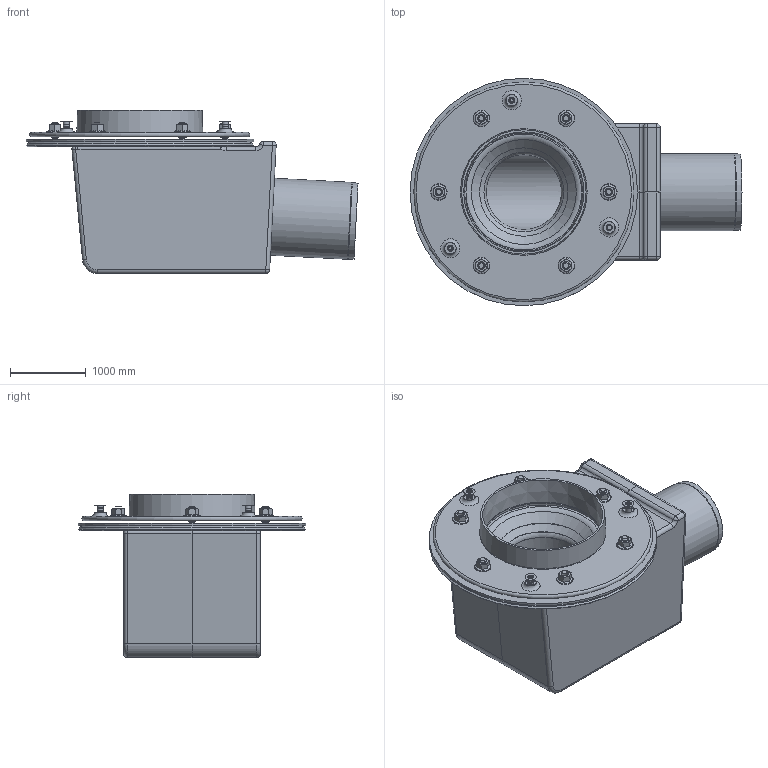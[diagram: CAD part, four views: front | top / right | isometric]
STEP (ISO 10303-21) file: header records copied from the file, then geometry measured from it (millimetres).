
FILE_DESCRIPTION(/* description */ (''),/* implementation_level */ '2;1');
FILE_NAME(/* name */ '21945.100X_3D.stp',/* time_stamp */ '2024-12-12T09:28:20+01:00',/* author */ ('CAD'),/* organization */ (''),/* preprocessor_version */ 'ST-DEVELOPER v20',/* originating_system */ 'AutoCAD Mechanical',/* authorisation */ '');
FILE_SCHEMA (('AUTOMOTIVE_DESIGN { 1 0 10303 214 3 1 1 }'));
Length unit declared in the file: centimetre
Products named in the file (2): Product; *S0
Assembly tree (1 placements, depth 2):
  Product
    *S0
Bounding box: 4376.22 x 3000 x 2150 mm (x, y, z)
Volume: 5993683395.1 mm3; surface area: 95970574.2 mm2
Topology: 22 solids, 22 shells, 515 faces, 1098 edges, 647 vertices
Faces by surface type: cone 237, plane 136, cylinder 82, torus 37, bspline 13, sphere 10
Full cylindrical faces by diameter (mm): 70 x6, 80 x12, 83.76 x6, 140 x4, 160 x12, 170 x2, 992 x2, 1016 x2, 1600 x1, 3000 x1
Entity records: 15324 total; most frequent: CARTESIAN_POINT 4011, DIRECTION 2479, ORIENTED_EDGE 2196, EDGE_CURVE 1098, AXIS2_PLACEMENT_3D 1033, VERTEX_POINT 647, EDGE_LOOP 593, FACE_OUTER_BOUND 515
